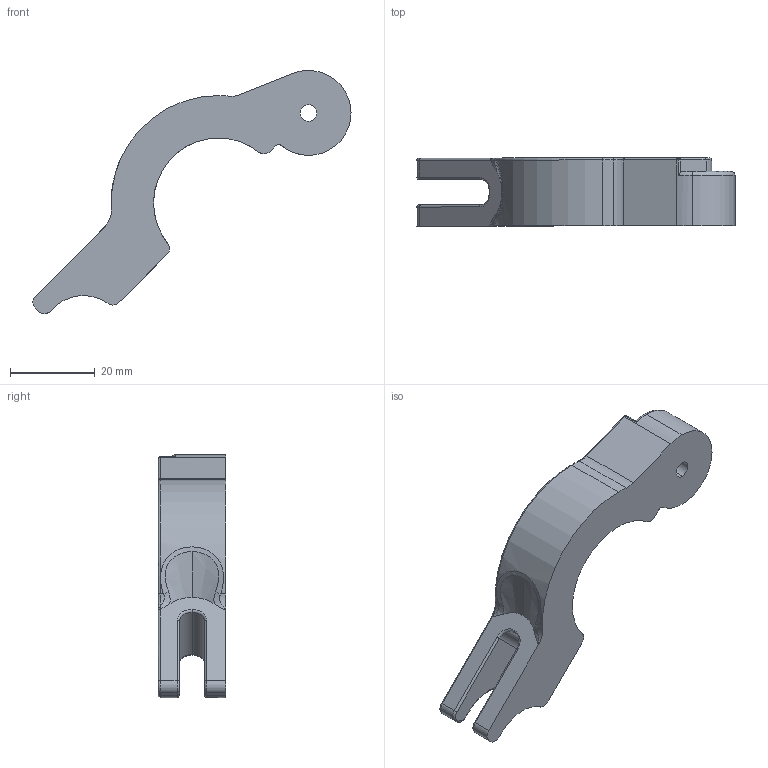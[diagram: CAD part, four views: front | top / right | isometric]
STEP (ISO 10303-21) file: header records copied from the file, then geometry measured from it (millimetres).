
FILE_DESCRIPTION (( 'STEP AP214' ), '1' );
FILE_NAME ('Upper_Syringe_Holder_Part-2.STEP', '2024-06-20T07:58:41', ( '' ), ( '' ), 'SwSTEP 2.0', 'SolidWorks 2024', '' );
FILE_SCHEMA (( 'AUTOMOTIVE_DESIGN' ));
Length unit declared in the file: millimetre
Products named in the file (1): Upper_Syringe_Holder_Part-2_oben
Bounding box: 74.92 x 16 x 57.25 mm (x, y, z)
Volume: 15585.9 mm3; surface area: 6268.6 mm2
Topology: 1 solids, 1 shells, 129 faces, 320 edges, 192 vertices
Faces by surface type: cylinder 57, torus 34, plane 21, bspline 10, sphere 5, cone 2
Entity records: 4338 total; most frequent: CARTESIAN_POINT 1266, DIRECTION 685, ORIENTED_EDGE 636, EDGE_CURVE 318, AXIS2_PLACEMENT_3D 289, VERTEX_POINT 191, CIRCLE 169, EDGE_LOOP 131
